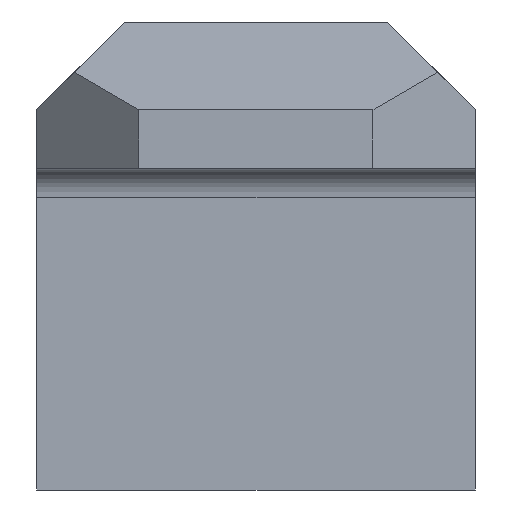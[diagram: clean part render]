
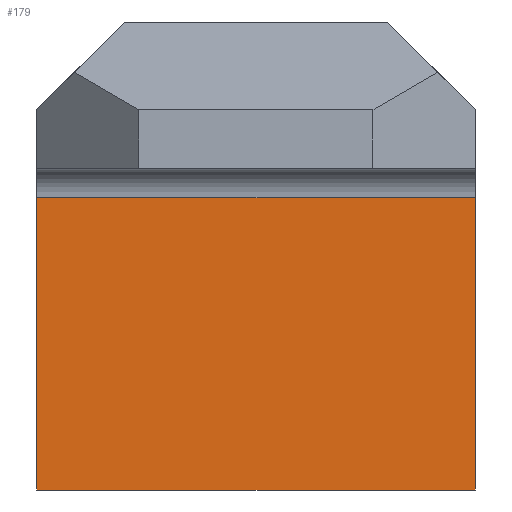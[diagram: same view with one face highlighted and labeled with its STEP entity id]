
A CAD part, left-side view. The second image highlights one B-rep face of the part: STEP entity #179.
In plain terms, the highlighted planar face has unit normal (-1, 0, 0).
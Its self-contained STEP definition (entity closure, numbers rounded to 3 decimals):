
#153=EDGE_CURVE('',#239,#315,#394,.T.);
#179=ADVANCED_FACE('',(#423),#424,.T.);
#197=EDGE_CURVE('',#315,#291,#444,.T.);
#239=VERTEX_POINT('',#489);
#277=EDGE_CURVE('',#347,#291,#529,.T.);
#291=VERTEX_POINT('',#544);
#315=VERTEX_POINT('',#569);
#333=EDGE_CURVE('',#347,#239,#591,.T.);
#347=VERTEX_POINT('',#607);
#394=LINE('',#650,#651);
#423=FACE_OUTER_BOUND('',#691,.T.);
#424=PLANE('',#692);
#444=LINE('',#723,#724);
#489=CARTESIAN_POINT('',(5.0,-7.5,-11.0));
#529=LINE('',#842,#843);
#544=CARTESIAN_POINT('',(5.0,7.5,-1.0));
#569=CARTESIAN_POINT('',(5.0,7.5,-11.0));
#591=LINE('',#932,#933);
#607=CARTESIAN_POINT('',(5.0,-7.5,-1.0));
#650=CARTESIAN_POINT('',(5.0,-3.75,-11.0));
#651=VECTOR('',#998,1.0);
#691=EDGE_LOOP('',(#1033,#1034,#1035,#1036));
#692=AXIS2_PLACEMENT_3D('',#1037,#1038,#1039);
#723=CARTESIAN_POINT('',(5.0,7.5,-6.0));
#724=VECTOR('',#1063,1.0);
#842=CARTESIAN_POINT('',(5.0,-7.5,-1.0));
#843=VECTOR('',#1130,1.0);
#932=CARTESIAN_POINT('',(5.0,-7.5,-6.0));
#933=VECTOR('',#1198,1.0);
#998=DIRECTION('',(0.0,1.0,0.0));
#1033=ORIENTED_EDGE('',*,*,#197,.F.);
#1034=ORIENTED_EDGE('',*,*,#153,.F.);
#1035=ORIENTED_EDGE('',*,*,#333,.F.);
#1036=ORIENTED_EDGE('',*,*,#277,.T.);
#1037=CARTESIAN_POINT('',(5.0,-7.5,-1.0));
#1038=DIRECTION('',(-1.0,0.0,0.0));
#1039=DIRECTION('',(0.0,1.0,0.0));
#1063=DIRECTION('',(0.0,0.0,1.0));
#1130=DIRECTION('',(0.0,1.0,0.0));
#1198=DIRECTION('',(0.0,0.0,-1.0));
